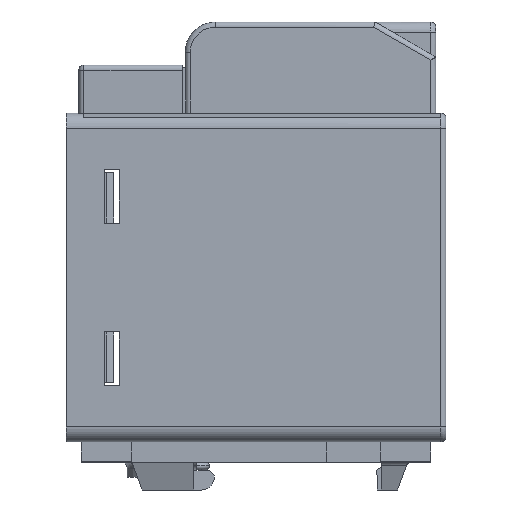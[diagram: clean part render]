
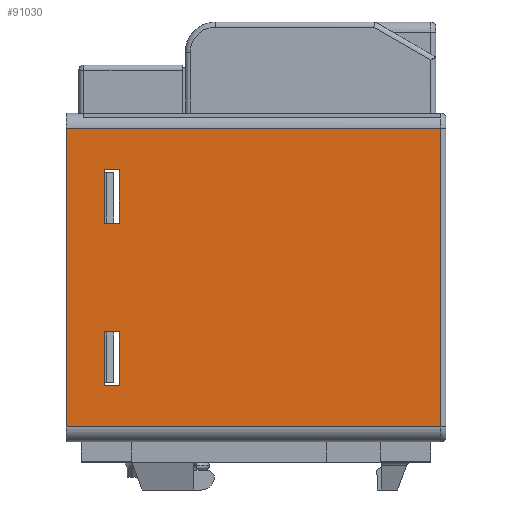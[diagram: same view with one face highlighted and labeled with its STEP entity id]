
A CAD part, left-side view. The second image highlights one B-rep face of the part: STEP entity #91030.
In plain terms, the highlighted face is planar.
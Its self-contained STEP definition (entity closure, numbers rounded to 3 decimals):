
#70233=DIRECTION('',(1.,0.,0.));
#70234=VECTOR('',#70233,58.9);
#70235=CARTESIAN_POINT('',(13.389,47.888,
-152.12));
#70236=LINE('',#70235,#70234);
#70247=DIRECTION('',(1.,0.,0.));
#70248=VECTOR('',#70247,58.9);
#70249=CARTESIAN_POINT('',(13.389,121.888,
-152.12));
#70250=LINE('',#70249,#70248);
#70261=DIRECTION('',(0.,1.,0.));
#70262=VECTOR('',#70261,74.);
#70263=CARTESIAN_POINT('',(72.289,47.888,
-152.12));
#70264=LINE('',#70263,#70262);
#73017=DIRECTION('',(0.,-1.,0.));
#73018=VECTOR('',#73017,74.);
#73019=CARTESIAN_POINT('',(13.389,121.888,
-152.12));
#73020=LINE('',#73019,#73018);
#73823=DIRECTION('',(-1.,0.,0.));
#73824=VECTOR('',#73823,10.5);
#73825=CARTESIAN_POINT('',(32.089,111.388,
-152.12));
#73826=LINE('',#73825,#73824);
#73844=DIRECTION('',(0.,-1.,0.));
#73845=VECTOR('',#73844,3.);
#73846=CARTESIAN_POINT('',(32.089,114.388,
-152.12));
#73847=LINE('',#73846,#73845);
#73865=DIRECTION('',(1.,0.,0.));
#73866=VECTOR('',#73865,10.5);
#73867=CARTESIAN_POINT('',(21.589,114.388,
-152.12));
#73868=LINE('',#73867,#73866);
#73886=DIRECTION('',(0.,1.,0.));
#73887=VECTOR('',#73886,3.);
#73888=CARTESIAN_POINT('',(21.589,111.388,
-152.12));
#73889=LINE('',#73888,#73887);
#73907=DIRECTION('',(-1.,0.,0.));
#73908=VECTOR('',#73907,10.5);
#73909=CARTESIAN_POINT('',(64.089,111.388,
-152.12));
#73910=LINE('',#73909,#73908);
#73928=DIRECTION('',(0.,-1.,0.));
#73929=VECTOR('',#73928,3.);
#73930=CARTESIAN_POINT('',(64.089,114.388,
-152.12));
#73931=LINE('',#73930,#73929);
#73949=DIRECTION('',(1.,0.,0.));
#73950=VECTOR('',#73949,10.5);
#73951=CARTESIAN_POINT('',(53.589,114.388,
-152.12));
#73952=LINE('',#73951,#73950);
#73970=DIRECTION('',(0.,1.,0.));
#73971=VECTOR('',#73970,3.);
#73972=CARTESIAN_POINT('',(53.589,111.388,
-152.12));
#73973=LINE('',#73972,#73971);
#89971=CARTESIAN_POINT('',(72.289,47.888,
-152.12));
#89972=CARTESIAN_POINT('',(72.289,121.888,
-152.12));
#89973=VERTEX_POINT('',#89971);
#89974=VERTEX_POINT('',#89972);
#89986=CARTESIAN_POINT('',(13.389,47.888,
-152.12));
#89988=VERTEX_POINT('',#89986);
#89992=CARTESIAN_POINT('',(21.589,114.388,
-152.12));
#89994=VERTEX_POINT('',#89992);
#90003=CARTESIAN_POINT('',(32.089,114.388,
-152.12));
#90004=VERTEX_POINT('',#90003);
#90005=CARTESIAN_POINT('',(21.589,111.388,
-152.12));
#90006=VERTEX_POINT('',#90005);
#90011=CARTESIAN_POINT('',(32.089,111.388,
-152.12));
#90012=VERTEX_POINT('',#90011);
#90019=CARTESIAN_POINT('',(53.589,111.388,
-152.12));
#90020=VERTEX_POINT('',#90019);
#90021=CARTESIAN_POINT('',(53.589,114.388,
-152.12));
#90022=VERTEX_POINT('',#90021);
#90023=CARTESIAN_POINT('',(64.089,111.388,
-152.12));
#90024=VERTEX_POINT('',#90023);
#90025=CARTESIAN_POINT('',(64.089,114.388,
-152.12));
#90026=VERTEX_POINT('',#90025);
#90031=CARTESIAN_POINT('',(13.389,121.888,
-152.12));
#90032=VERTEX_POINT('',#90031);
#90996=CARTESIAN_POINT('',(75.289,121.888,
-152.12));
#90997=DIRECTION('',(0.,0.,1.));
#90998=DIRECTION('',(0.,1.,0.));
#90999=AXIS2_PLACEMENT_3D('',#90996,#90997,#90998);
#91000=PLANE('',#90999);
#91002=ORIENTED_EDGE('',*,*,#91001,.T.);
#91004=ORIENTED_EDGE('',*,*,#91003,.F.);
#91006=ORIENTED_EDGE('',*,*,#91005,.T.);
#91007=ORIENTED_EDGE('',*,*,#90981,.T.);
#91008=EDGE_LOOP('',(#91002,#91004,#91006,#91007));
#91009=FACE_OUTER_BOUND('',#91008,.F.);
#91011=ORIENTED_EDGE('',*,*,#91010,.T.);
#91013=ORIENTED_EDGE('',*,*,#91012,.T.);
#91015=ORIENTED_EDGE('',*,*,#91014,.T.);
#91017=ORIENTED_EDGE('',*,*,#91016,.T.);
#91018=EDGE_LOOP('',(#91011,#91013,#91015,#91017));
#91019=FACE_BOUND('',#91018,.F.);
#91021=ORIENTED_EDGE('',*,*,#91020,.T.);
#91023=ORIENTED_EDGE('',*,*,#91022,.T.);
#91025=ORIENTED_EDGE('',*,*,#91024,.T.);
#91027=ORIENTED_EDGE('',*,*,#91026,.T.);
#91028=EDGE_LOOP('',(#91021,#91023,#91025,#91027));
#91029=FACE_BOUND('',#91028,.F.);
#90981=EDGE_CURVE('',#89988,#89973,#70236,.T.);
#91001=EDGE_CURVE('',#89973,#89974,#70264,.T.);
#91003=EDGE_CURVE('',#90032,#89974,#70250,.T.);
#91005=EDGE_CURVE('',#90032,#89988,#73020,.T.);
#91010=EDGE_CURVE('',#90022,#90026,#73952,.T.);
#91012=EDGE_CURVE('',#90026,#90024,#73931,.T.);
#91014=EDGE_CURVE('',#90024,#90020,#73910,.T.);
#91016=EDGE_CURVE('',#90020,#90022,#73973,.T.);
#91020=EDGE_CURVE('',#89994,#90004,#73868,.T.);
#91022=EDGE_CURVE('',#90004,#90012,#73847,.T.);
#91024=EDGE_CURVE('',#90012,#90006,#73826,.T.);
#91026=EDGE_CURVE('',#90006,#89994,#73889,.T.);
#91030=ADVANCED_FACE('',(#91009,#91019,#91029),#91000,.F.);
